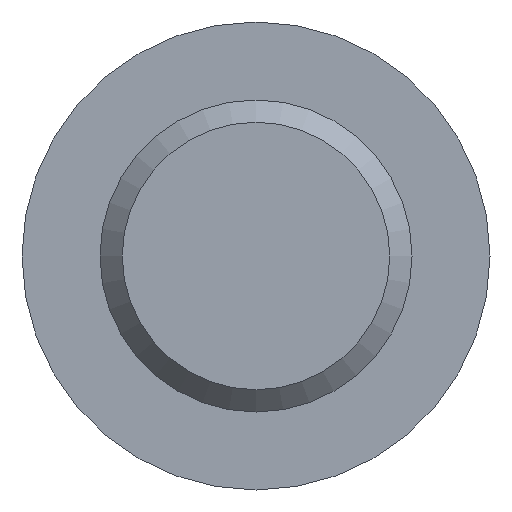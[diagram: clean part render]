
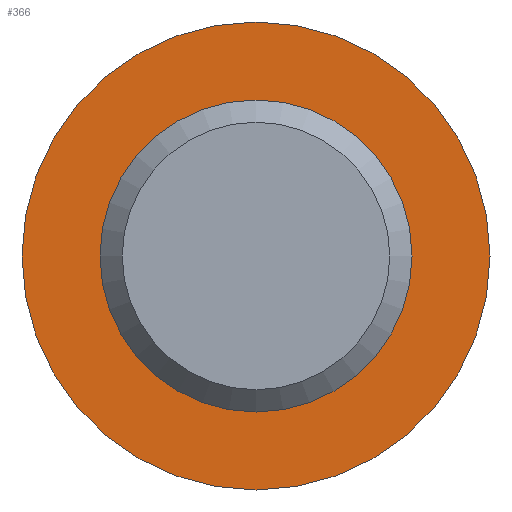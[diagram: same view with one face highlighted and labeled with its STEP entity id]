
A CAD part, front view. The second image highlights one B-rep face of the part: STEP entity #366.
In plain terms, the highlighted planar face has unit normal (0, -1, 0).
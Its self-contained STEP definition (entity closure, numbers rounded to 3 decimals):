
#8 = ORIENTED_EDGE ( 'NONE', *, *, #242, .T. ) ;
#9 = AXIS2_PLACEMENT_3D ( 'NONE', #123, #332, #247 ) ;
#23 = DIRECTION ( 'NONE',  ( 0., 0., 1. ) ) ;
#65 = AXIS2_PLACEMENT_3D ( 'NONE', #462, #293, #418 ) ;
#81 = VERTEX_POINT ( 'NONE', #336 ) ;
#123 = CARTESIAN_POINT ( 'NONE',  ( 0., 30., 0. ) ) ;
#162 = CARTESIAN_POINT ( 'NONE',  ( 0., 30., -7. ) ) ;
#167 = EDGE_LOOP ( 'NONE', ( #273 ) ) ;
#175 = AXIS2_PLACEMENT_3D ( 'NONE', #235, #402, #23 ) ;
#222 = EDGE_CURVE ( 'NONE', #252, #252, #533, .T. ) ;
#235 = CARTESIAN_POINT ( 'NONE',  ( -7., 30., 0. ) ) ;
#242 = EDGE_CURVE ( 'NONE', #81, #81, #481, .T. ) ;
#247 = DIRECTION ( 'NONE',  ( 0., 0., -1. ) ) ;
#252 = VERTEX_POINT ( 'NONE', #162 ) ;
#273 = ORIENTED_EDGE ( 'NONE', *, *, #222, .F. ) ;
#293 = DIRECTION ( 'NONE',  ( 0., -1., 0. ) ) ;
#309 = FACE_BOUND ( 'NONE', #167, .T. ) ;
#332 = DIRECTION ( 'NONE',  ( 0., -1., 0. ) ) ;
#336 = CARTESIAN_POINT ( 'NONE',  ( 0., 30., -10.5 ) ) ;
#344 = EDGE_LOOP ( 'NONE', ( #8 ) ) ;
#366 = ADVANCED_FACE ( 'NONE', ( #309, #489 ), #442, .F. ) ;
#402 = DIRECTION ( 'NONE',  ( 0., 1., 0. ) ) ;
#418 = DIRECTION ( 'NONE',  ( 0., 0., -1. ) ) ;
#442 = PLANE ( 'NONE',  #175 ) ;
#462 = CARTESIAN_POINT ( 'NONE',  ( 0., 30., 0. ) ) ;
#481 = CIRCLE ( 'NONE', #9, 10.5 ) ;
#489 = FACE_OUTER_BOUND ( 'NONE', #344, .T. ) ;
#533 = CIRCLE ( 'NONE', #65, 7. ) ;
